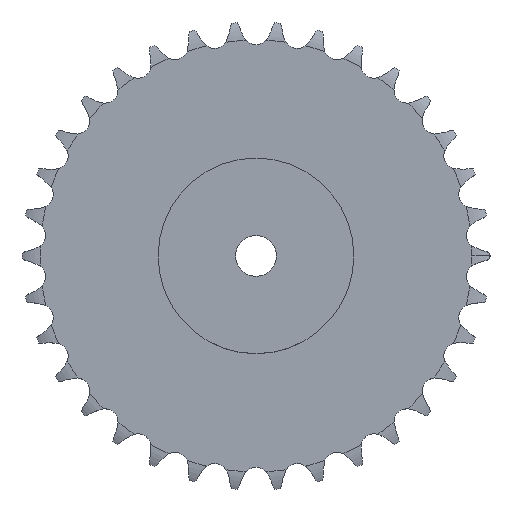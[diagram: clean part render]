
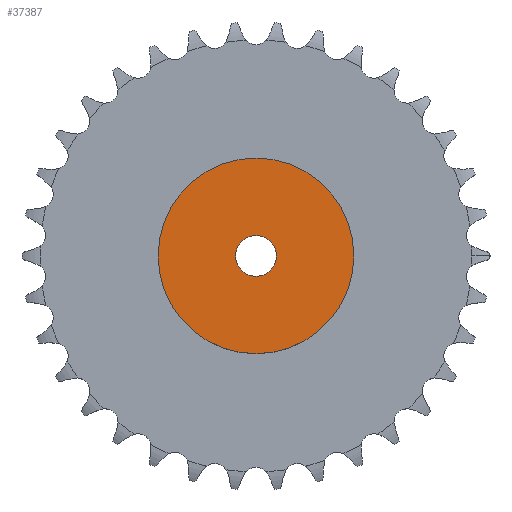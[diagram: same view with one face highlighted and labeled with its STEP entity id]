
A CAD part, top view. The second image highlights one B-rep face of the part: STEP entity #37387.
In plain terms, the highlighted planar face has unit normal (0, 0, 1).
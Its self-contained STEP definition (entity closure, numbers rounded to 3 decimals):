
#4320 = CYLINDRICAL_SURFACE('',#4321,60.);
#4321 = AXIS2_PLACEMENT_3D('',#4322,#4323,#4324);
#4322 = CARTESIAN_POINT('',(0.,0.,0.));
#4323 = DIRECTION('',(-0.,-0.,-1.));
#4324 = DIRECTION('',(1.,0.,0.));
#23296 = VERTEX_POINT('',#23297);
#23297 = CARTESIAN_POINT('',(60.,0.,50.));
#23318 = EDGE_CURVE('',#23296,#23296,#23319,.T.);
#23319 = SURFACE_CURVE('',#23320,(#23325,#23332),.PCURVE_S1.);
#23320 = CIRCLE('',#23321,60.);
#23321 = AXIS2_PLACEMENT_3D('',#23322,#23323,#23324);
#23322 = CARTESIAN_POINT('',(0.,0.,50.));
#23323 = DIRECTION('',(0.,0.,1.));
#23324 = DIRECTION('',(1.,0.,0.));
#23325 = PCURVE('',#4320,#23326);
#23326 = DEFINITIONAL_REPRESENTATION('',(#23327),#23331);
#23327 = LINE('',#23328,#23329);
#23328 = CARTESIAN_POINT('',(-0.,-50.));
#23329 = VECTOR('',#23330,1.);
#23330 = DIRECTION('',(-1.,0.));
#23331 = ( GEOMETRIC_REPRESENTATION_CONTEXT(2) 
PARAMETRIC_REPRESENTATION_CONTEXT() REPRESENTATION_CONTEXT('2D SPACE',''
  ) );
#23332 = PCURVE('',#23333,#23338);
#23333 = PLANE('',#23334);
#23334 = AXIS2_PLACEMENT_3D('',#23335,#23336,#23337);
#23335 = CARTESIAN_POINT('',(0.,0.,50.)
  );
#23336 = DIRECTION('',(0.,0.,1.));
#23337 = DIRECTION('',(1.,0.,0.));
#23338 = DEFINITIONAL_REPRESENTATION('',(#23339),#23343);
#23339 = CIRCLE('',#23340,60.);
#23340 = AXIS2_PLACEMENT_2D('',#23341,#23342);
#23341 = CARTESIAN_POINT('',(0.,0.));
#23342 = DIRECTION('',(1.,0.));
#23343 = ( GEOMETRIC_REPRESENTATION_CONTEXT(2) 
PARAMETRIC_REPRESENTATION_CONTEXT() REPRESENTATION_CONTEXT('2D SPACE',''
  ) );
#31772 = CYLINDRICAL_SURFACE('',#31773,12.5);
#31773 = AXIS2_PLACEMENT_3D('',#31774,#31775,#31776);
#31774 = CARTESIAN_POINT('',(0.,0.,434.023));
#31775 = DIRECTION('',(0.,0.,1.));
#31776 = DIRECTION('',(1.,0.,0.));
#37387 = ADVANCED_FACE('',(#37388,#37391),#23333,.T.);
#37388 = FACE_BOUND('',#37389,.T.);
#37389 = EDGE_LOOP('',(#37390));
#37390 = ORIENTED_EDGE('',*,*,#23318,.T.);
#37391 = FACE_BOUND('',#37392,.T.);
#37392 = EDGE_LOOP('',(#37393));
#37393 = ORIENTED_EDGE('',*,*,#37394,.F.);
#37394 = EDGE_CURVE('',#37395,#37395,#37397,.T.);
#37395 = VERTEX_POINT('',#37396);
#37396 = CARTESIAN_POINT('',(12.5,0.,50.));
#37397 = SURFACE_CURVE('',#37398,(#37403,#37410),.PCURVE_S1.);
#37398 = CIRCLE('',#37399,12.5);
#37399 = AXIS2_PLACEMENT_3D('',#37400,#37401,#37402);
#37400 = CARTESIAN_POINT('',(0.,0.,50.));
#37401 = DIRECTION('',(0.,0.,1.));
#37402 = DIRECTION('',(1.,0.,0.));
#37403 = PCURVE('',#23333,#37404);
#37404 = DEFINITIONAL_REPRESENTATION('',(#37405),#37409);
#37405 = CIRCLE('',#37406,12.5);
#37406 = AXIS2_PLACEMENT_2D('',#37407,#37408);
#37407 = CARTESIAN_POINT('',(0.,0.));
#37408 = DIRECTION('',(1.,0.));
#37409 = ( GEOMETRIC_REPRESENTATION_CONTEXT(2) 
PARAMETRIC_REPRESENTATION_CONTEXT() REPRESENTATION_CONTEXT('2D SPACE',''
  ) );
#37410 = PCURVE('',#31772,#37411);
#37411 = DEFINITIONAL_REPRESENTATION('',(#37412),#37416);
#37412 = LINE('',#37413,#37414);
#37413 = CARTESIAN_POINT('',(0.,-384.023));
#37414 = VECTOR('',#37415,1.);
#37415 = DIRECTION('',(1.,0.));
#37416 = ( GEOMETRIC_REPRESENTATION_CONTEXT(2) 
PARAMETRIC_REPRESENTATION_CONTEXT() REPRESENTATION_CONTEXT('2D SPACE',''
  ) );
